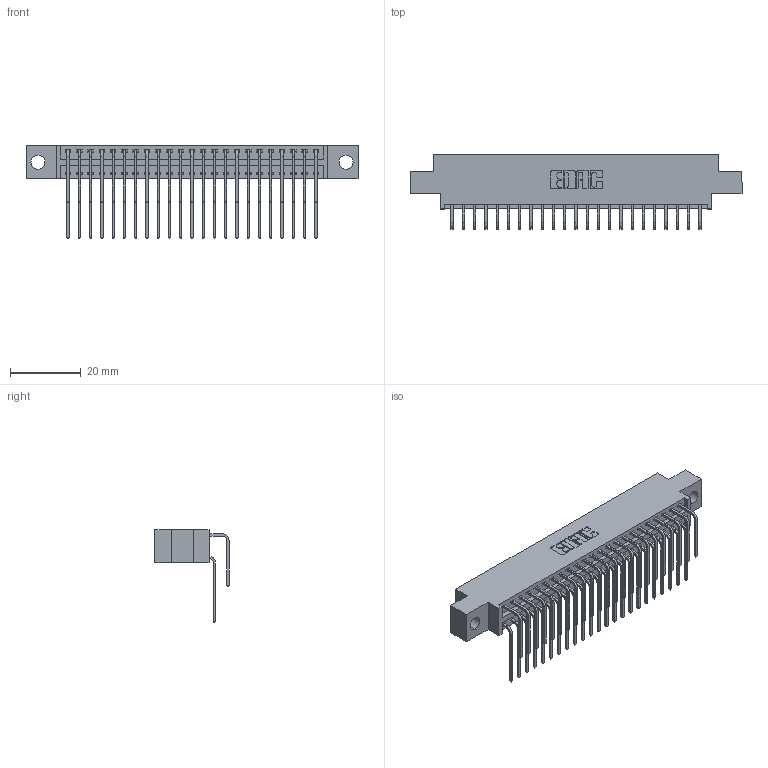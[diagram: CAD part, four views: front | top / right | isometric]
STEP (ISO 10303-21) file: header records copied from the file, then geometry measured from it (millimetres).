
FILE_DESCRIPTION (( 'STEP AP203' ), '1' );
FILE_NAME ('396-046-559-804.STEP', '2019-11-03T08:13:38', ( '' ), ( '' ), 'SwSTEP 2.0', 'SolidWorks 2016', '' );
FILE_SCHEMA (( 'CONFIG_CONTROL_DESIGN' ));
Length unit declared in the file: inch
Products named in the file (4): 345-292-001_558 559 Tail - 1; 396-046-559-804; 346 Part_0.170 Offset - 0.156 Dia-TH; 345-292-001_559 Tail - 2
Assembly tree (47 placements, depth 2):
  396-046-559-804
    346 Part_0.170 Offset - 0.156 Dia-TH
    345-292-001_558 559 Tail - 1  x23
    345-292-001_559 Tail - 2  x23
Bounding box: 93.6 x 20.89 x 26.16 mm (x, y, z)
Volume: 9002.4 mm3; surface area: 13341.8 mm2
Topology: 47 solids, 47 shells, 2610 faces, 7747 edges, 5102 vertices
Faces by surface type: plane 1782, cylinder 828
Entity records: 19487 total; most frequent: CARTESIAN_POINT 3291, ORIENTED_EDGE 3174, DIRECTION 2923, EDGE_CURVE 1587, LINE 1323, VECTOR 1323, VERTEX_POINT 1054, AXIS2_PLACEMENT_3D 800
